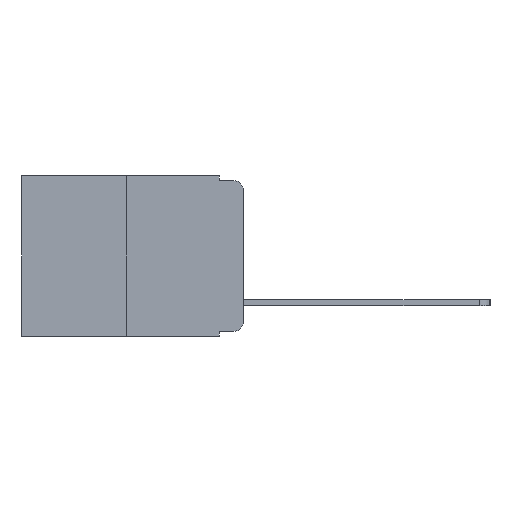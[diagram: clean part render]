
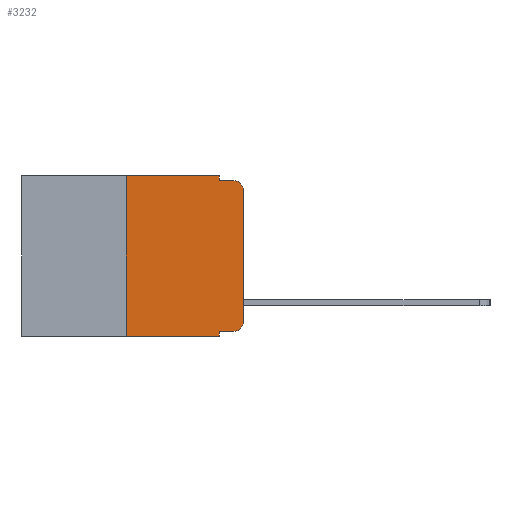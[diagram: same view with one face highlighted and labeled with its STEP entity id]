
A CAD part, left-side view. The second image highlights one B-rep face of the part: STEP entity #3232.
In plain terms, the highlighted planar face has unit normal (-1, 0, 0).
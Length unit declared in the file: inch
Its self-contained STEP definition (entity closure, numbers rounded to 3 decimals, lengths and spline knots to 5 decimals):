
#104 = LINE ( 'NONE', #23392, #10559 ) ;
#137 = CARTESIAN_POINT ( 'NONE',  ( 0., 0.051, -0.333 ) ) ;
#599 = CARTESIAN_POINT ( 'NONE',  ( 0., 0.25, 0. ) ) ;
#888 = DIRECTION ( 'NONE',  ( 0., 0., -1. ) ) ;
#987 = ORIENTED_EDGE ( 'NONE', *, *, #22886, .T. ) ;
#1117 = CARTESIAN_POINT ( 'NONE',  ( 0., 0.051, 0. ) ) ;
#1198 = VECTOR ( 'NONE', #18316, 39.37008 ) ;
#1852 = AXIS2_PLACEMENT_3D ( 'NONE', #22230, #10546, #24164 ) ;
#1862 = LINE ( 'NONE', #10422, #1198 ) ;
#1957 = EDGE_CURVE ( 'NONE', #3347, #5281, #21506, .T. ) ;
#3013 = VERTEX_POINT ( 'NONE', #3310 ) ;
#3160 = EDGE_CURVE ( 'NONE', #15344, #5281, #25902, .T. ) ;
#3232 = ADVANCED_FACE ( 'NONE', ( #13823 ), #23750, .F. ) ;
#3234 = VERTEX_POINT ( 'NONE', #8148 ) ;
#3310 = CARTESIAN_POINT ( 'NONE',  ( 0., 0.051, 0. ) ) ;
#3347 = VERTEX_POINT ( 'NONE', #137 ) ;
#5059 = VECTOR ( 'NONE', #21299, 39.37008 ) ;
#5281 = VERTEX_POINT ( 'NONE', #18608 ) ;
#5667 = DIRECTION ( 'NONE',  ( -1., 0., 0. ) ) ;
#5693 = VERTEX_POINT ( 'NONE', #5976 ) ;
#5976 = CARTESIAN_POINT ( 'NONE',  ( 0., 0.051, -0.01 ) ) ;
#6102 = DIRECTION ( 'NONE',  ( 0., 0., -1. ) ) ;
#6145 = EDGE_CURVE ( 'NONE', #15586, #14069, #11547, .T. ) ;
#6215 = ORIENTED_EDGE ( 'NONE', *, *, #9930, .F. ) ;
#7886 = ORIENTED_EDGE ( 'NONE', *, *, #13853, .F. ) ;
#8000 = CARTESIAN_POINT ( 'NONE',  ( 0., 0., 0. ) ) ;
#8148 = CARTESIAN_POINT ( 'NONE',  ( 0., 0.02, -0.333 ) ) ;
#9930 = EDGE_CURVE ( 'NONE', #23041, #3013, #1862, .T. ) ;
#10073 = ORIENTED_EDGE ( 'NONE', *, *, #1957, .F. ) ;
#10291 = ORIENTED_EDGE ( 'NONE', *, *, #11855, .F. ) ;
#10422 = CARTESIAN_POINT ( 'NONE',  ( 0., 0.473, 0. ) ) ;
#10546 = DIRECTION ( 'NONE',  ( -1., 0., 0. ) ) ;
#10559 = VECTOR ( 'NONE', #19702, 39.37008 ) ;
#11547 = LINE ( 'NONE', #8000, #16738 ) ;
#11855 = EDGE_CURVE ( 'NONE', #5693, #13560, #14643, .T. ) ;
#12116 = CARTESIAN_POINT ( 'NONE',  ( 0., 0., -0.03 ) ) ;
#12389 = VECTOR ( 'NONE', #13423, 39.37008 ) ;
#13423 = DIRECTION ( 'NONE',  ( 0., 0., 1. ) ) ;
#13560 = VERTEX_POINT ( 'NONE', #14441 ) ;
#13823 = FACE_OUTER_BOUND ( 'NONE', #25008, .T. ) ;
#13853 = EDGE_CURVE ( 'NONE', #15344, #23041, #17570, .T. ) ;
#14042 = VECTOR ( 'NONE', #24676, 39.37008 ) ;
#14069 = VERTEX_POINT ( 'NONE', #12116 ) ;
#14128 = CARTESIAN_POINT ( 'NONE',  ( 0., 0.473, 0. ) ) ;
#14441 = CARTESIAN_POINT ( 'NONE',  ( 0., 0.02, -0.01 ) ) ;
#14643 = LINE ( 'NONE', #15047, #14042 ) ;
#14844 = CARTESIAN_POINT ( 'NONE',  ( 0., 0.25, -0.343 ) ) ;
#14918 = EDGE_CURVE ( 'NONE', #3013, #5693, #15756, .T. ) ;
#15047 = CARTESIAN_POINT ( 'NONE',  ( 0., 0.051, -0.01 ) ) ;
#15344 = VERTEX_POINT ( 'NONE', #14844 ) ;
#15557 = EDGE_CURVE ( 'NONE', #14069, #13560, #19979, .T. ) ;
#15586 = VERTEX_POINT ( 'NONE', #25386 ) ;
#15756 = LINE ( 'NONE', #1117, #5059 ) ;
#15814 = CARTESIAN_POINT ( 'NONE',  ( 0., 0.473, -0.343 ) ) ;
#15827 = CIRCLE ( 'NONE', #1852, 0.02 ) ;
#16196 = CARTESIAN_POINT ( 'NONE',  ( 0., 0.051, 0. ) ) ;
#16202 = AXIS2_PLACEMENT_3D ( 'NONE', #14128, #18017, #6102 ) ;
#16429 = ORIENTED_EDGE ( 'NONE', *, *, #3160, .T. ) ;
#16738 = VECTOR ( 'NONE', #17882, 39.37008 ) ;
#17237 = CARTESIAN_POINT ( 'NONE',  ( 0., 0.25, 0. ) ) ;
#17570 = LINE ( 'NONE', #17237, #12389 ) ;
#17622 = CARTESIAN_POINT ( 'NONE',  ( 0., 0.02, -0.03 ) ) ;
#17882 = DIRECTION ( 'NONE',  ( 0., 0., 1. ) ) ;
#18017 = DIRECTION ( 'NONE',  ( 1., 0., 0. ) ) ;
#18066 = ORIENTED_EDGE ( 'NONE', *, *, #6145, .T. ) ;
#18215 = ORIENTED_EDGE ( 'NONE', *, *, #23298, .T. ) ;
#18316 = DIRECTION ( 'NONE',  ( 0., -1., 0. ) ) ;
#18608 = CARTESIAN_POINT ( 'NONE',  ( 0., 0.051, -0.343 ) ) ;
#19590 = DIRECTION ( 'NONE',  ( 0., 0., -1. ) ) ;
#19702 = DIRECTION ( 'NONE',  ( 0., -1., 0. ) ) ;
#19979 = CIRCLE ( 'NONE', #23370, 0.02 ) ;
#21299 = DIRECTION ( 'NONE',  ( 0., 0., -1. ) ) ;
#21506 = LINE ( 'NONE', #16196, #25410 ) ;
#21660 = DIRECTION ( 'NONE',  ( 0., -1., 0. ) ) ;
#22230 = CARTESIAN_POINT ( 'NONE',  ( 0., 0.02, -0.313 ) ) ;
#22886 = EDGE_CURVE ( 'NONE', #3234, #15586, #15827, .T. ) ;
#22964 = ORIENTED_EDGE ( 'NONE', *, *, #15557, .T. ) ;
#23041 = VERTEX_POINT ( 'NONE', #599 ) ;
#23298 = EDGE_CURVE ( 'NONE', #3347, #3234, #104, .T. ) ;
#23370 = AXIS2_PLACEMENT_3D ( 'NONE', #17622, #5667, #19590 ) ;
#23392 = CARTESIAN_POINT ( 'NONE',  ( 0., 0.051, -0.333 ) ) ;
#23750 = PLANE ( 'NONE',  #16202 ) ;
#24164 = DIRECTION ( 'NONE',  ( 0., 0., -1. ) ) ;
#24676 = DIRECTION ( 'NONE',  ( 0., -1., 0. ) ) ;
#24776 = ORIENTED_EDGE ( 'NONE', *, *, #14918, .F. ) ;
#25008 = EDGE_LOOP ( 'NONE', ( #18066, #22964, #10291, #24776, #6215, #7886, #16429, #10073, #18215, #987 ) ) ;
#25303 = VECTOR ( 'NONE', #21660, 39.37008 ) ;
#25386 = CARTESIAN_POINT ( 'NONE',  ( 0., 0., -0.313 ) ) ;
#25410 = VECTOR ( 'NONE', #888, 39.37008 ) ;
#25902 = LINE ( 'NONE', #15814, #25303 ) ;
